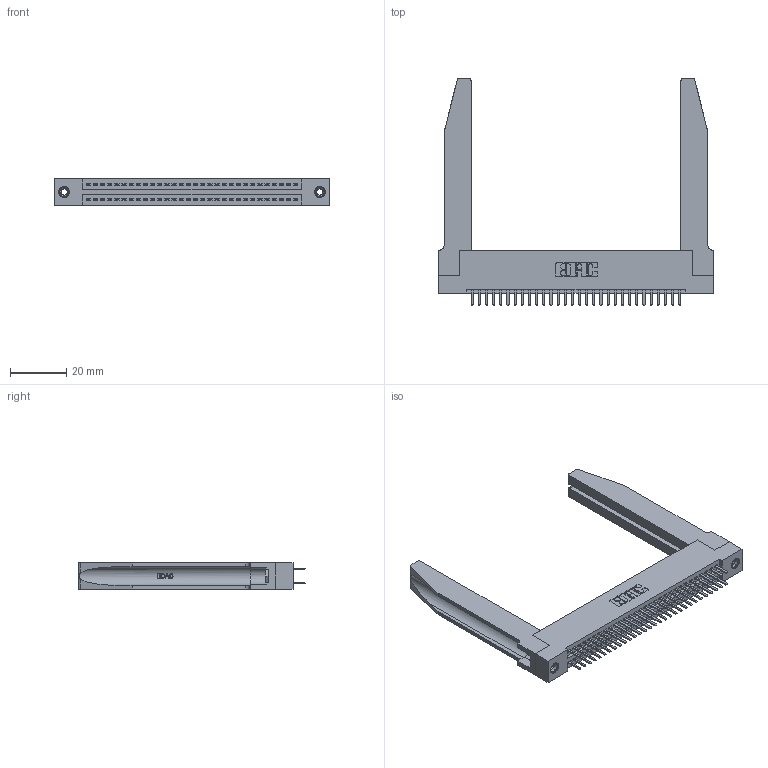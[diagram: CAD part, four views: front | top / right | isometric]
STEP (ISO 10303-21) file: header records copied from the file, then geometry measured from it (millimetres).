
FILE_DESCRIPTION (( 'STEP AP203' ), '1' );
FILE_NAME ('345-060-520-278.STEP', '2019-10-30T07:04:48', ( '' ), ( '' ), 'SwSTEP 2.0', 'SolidWorks 2016', '' );
FILE_SCHEMA (( 'CONFIG_CONTROL_DESIGN' ));
Length unit declared in the file: inch
Products named in the file (5): 345-292-001_345-293-120; 345 Part_Flush Mounting Lugs - 0.156 Dia-TH; 345-060-520-278; 345-220-078_345-220-078; 345-250-001_345-250-001-102
Assembly tree (65 placements, depth 2):
  345-060-520-278
    345 Part_Flush Mounting Lugs - 0.156 Dia-TH
    345-292-001_345-293-120  x60
    345-250-001_345-250-001-102  x2
    345-220-078_345-220-078  x2
Bounding box: 97.43 x 80.64 x 9.4 mm (x, y, z)
Volume: 17097.5 mm3; surface area: 20337 mm2
Topology: 65 solids, 65 shells, 3600 faces, 10369 edges, 6742 vertices
Faces by surface type: plane 2322, cylinder 1226, bspline 36, cone 12, torus 4
Entity records: 30008 total; most frequent: CARTESIAN_POINT 5971, ORIENTED_EDGE 4790, DIRECTION 4261, EDGE_CURVE 2395, VECTOR 2045, LINE 2045, VERTEX_POINT 1588, AXIS2_PLACEMENT_3D 1108
